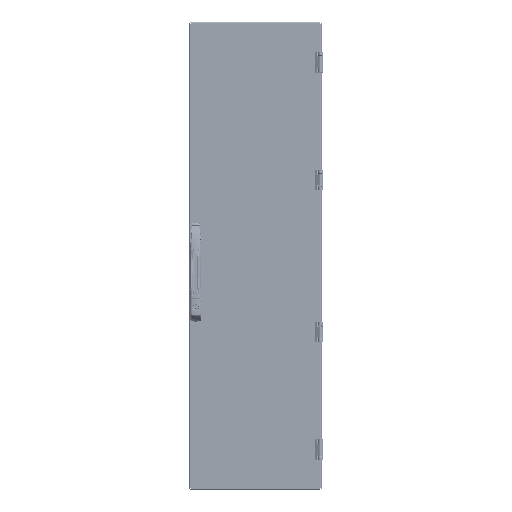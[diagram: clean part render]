
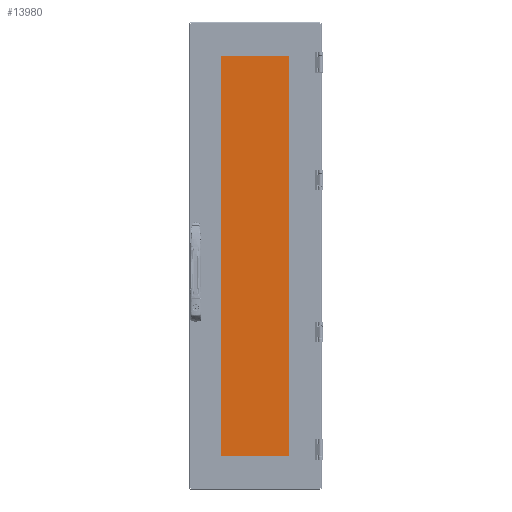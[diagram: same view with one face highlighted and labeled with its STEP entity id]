
A CAD part, top view. The second image highlights one B-rep face of the part: STEP entity #13980.
In plain terms, the highlighted planar face has unit normal (0, 0, 1).
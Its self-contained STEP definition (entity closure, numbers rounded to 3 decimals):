
#2673 = EDGE_CURVE ( 'NONE', #66565, #83631, #57614, .T. ) ;
#4776 = VECTOR ( 'NONE', #57302, 1000. ) ;
#9927 = ORIENTED_EDGE ( 'NONE', *, *, #37060, .T. ) ;
#12394 = CARTESIAN_POINT ( 'NONE',  ( -123.25, -611.05, 4. ) ) ;
#13980 = ADVANCED_FACE ( 'NONE', ( #83612 ), #22608, .F. ) ;
#14814 = CARTESIAN_POINT ( 'NONE',  ( -123.25, -611.05, 4. ) ) ;
#15944 = DIRECTION ( 'NONE',  ( -1., 0., 0. ) ) ;
#20300 = DIRECTION ( 'NONE',  ( -1., 0., 0. ) ) ;
#20702 = VECTOR ( 'NONE', #21475, 1000. ) ;
#21475 = DIRECTION ( 'NONE',  ( 1., 0., 0. ) ) ;
#22608 = PLANE ( 'NONE',  #51385 ) ;
#23755 = CARTESIAN_POINT ( 'NONE',  ( 123.25, -611.05, 4. ) ) ;
#24502 = EDGE_CURVE ( 'NONE', #71240, #66565, #54893, .T. ) ;
#29097 = ORIENTED_EDGE ( 'NONE', *, *, #2673, .T. ) ;
#30908 = DIRECTION ( 'NONE',  ( 0., 1., 0. ) ) ;
#37060 = EDGE_CURVE ( 'NONE', #50063, #71240, #86170, .T. ) ;
#39505 = LINE ( 'NONE', #40383, #72015 ) ;
#40383 = CARTESIAN_POINT ( 'NONE',  ( -123.25, 611.05, 4. ) ) ;
#41955 = ORIENTED_EDGE ( 'NONE', *, *, #24502, .T. ) ;
#44400 = CARTESIAN_POINT ( 'NONE',  ( 123.25, -611.05, 4. ) ) ;
#50063 = VERTEX_POINT ( 'NONE', #87421 ) ;
#51385 = AXIS2_PLACEMENT_3D ( 'NONE', #76946, #64006, #15944 ) ;
#54893 = LINE ( 'NONE', #14814, #20702 ) ;
#57302 = DIRECTION ( 'NONE',  ( 0., -1., 0. ) ) ;
#57614 = LINE ( 'NONE', #23755, #68445 ) ;
#63571 = CARTESIAN_POINT ( 'NONE',  ( 123.25, 611.05, 4. ) ) ;
#63753 = EDGE_CURVE ( 'NONE', #83631, #50063, #39505, .T. ) ;
#64006 = DIRECTION ( 'NONE',  ( 0., 0., -1. ) ) ;
#66565 = VERTEX_POINT ( 'NONE', #44400 ) ;
#68445 = VECTOR ( 'NONE', #30908, 1000. ) ;
#71240 = VERTEX_POINT ( 'NONE', #12394 ) ;
#72015 = VECTOR ( 'NONE', #20300, 1000. ) ;
#76946 = CARTESIAN_POINT ( 'NONE',  ( 0., 0., 4. ) ) ;
#77759 = CARTESIAN_POINT ( 'NONE',  ( -123.25, -611.05, 4. ) ) ;
#83612 = FACE_OUTER_BOUND ( 'NONE', #84871, .T. ) ;
#83631 = VERTEX_POINT ( 'NONE', #63571 ) ;
#84871 = EDGE_LOOP ( 'NONE', ( #29097, #85992, #9927, #41955 ) ) ;
#85992 = ORIENTED_EDGE ( 'NONE', *, *, #63753, .T. ) ;
#86170 = LINE ( 'NONE', #77759, #4776 ) ;
#87421 = CARTESIAN_POINT ( 'NONE',  ( -123.25, 611.05, 4. ) ) ;
